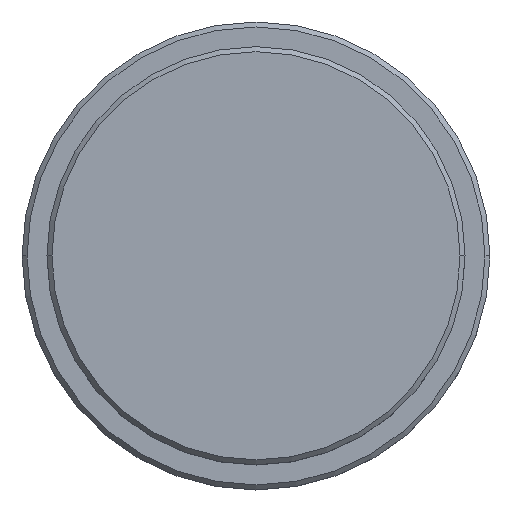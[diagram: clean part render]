
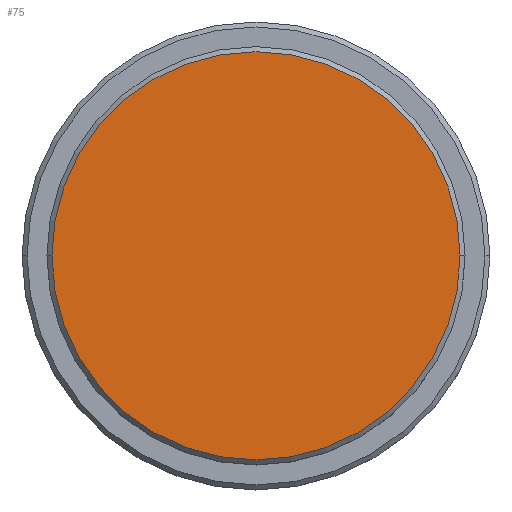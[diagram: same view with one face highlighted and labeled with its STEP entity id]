
A CAD part, top view. The second image highlights one B-rep face of the part: STEP entity #75.
In plain terms, the highlighted planar face has unit normal (0, 0, 1).
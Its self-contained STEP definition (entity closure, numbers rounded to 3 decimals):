
#75 = ADVANCED_FACE ( 'NONE', ( #803 ), #130, .T. ) ;
#117 = CARTESIAN_POINT ( 'NONE',  ( 0., 0., 0. ) ) ;
#125 = ORIENTED_EDGE ( 'NONE', *, *, #381, .T. ) ;
#130 = PLANE ( 'NONE',  #817 ) ;
#212 = AXIS2_PLACEMENT_3D ( 'NONE', #117, #1123, #1128 ) ;
#365 = DIRECTION ( 'NONE',  ( 0., 0., 1. ) ) ;
#381 = EDGE_CURVE ( 'NONE', #782, #1231, #626, .T. ) ;
#442 = DIRECTION ( 'NONE',  ( 0., 0., 1. ) ) ;
#543 = ORIENTED_EDGE ( 'NONE', *, *, #767, .T. ) ;
#566 = DIRECTION ( 'NONE',  ( 1., 0., 0. ) ) ;
#626 = CIRCLE ( 'NONE', #1358, 20.5 ) ;
#627 = CIRCLE ( 'NONE', #212, 20.5 ) ;
#767 = EDGE_CURVE ( 'NONE', #1231, #782, #627, .T. ) ;
#782 = VERTEX_POINT ( 'NONE', #907 ) ;
#803 = FACE_OUTER_BOUND ( 'NONE', #1412, .T. ) ;
#817 = AXIS2_PLACEMENT_3D ( 'NONE', #929, #365, #566 ) ;
#884 = CARTESIAN_POINT ( 'NONE',  ( 20.5, 0., 0. ) ) ;
#907 = CARTESIAN_POINT ( 'NONE',  ( -20.5, 0., 0. ) ) ;
#929 = CARTESIAN_POINT ( 'NONE',  ( 0., 0., 0. ) ) ;
#1123 = DIRECTION ( 'NONE',  ( 0., 0., 1. ) ) ;
#1128 = DIRECTION ( 'NONE',  ( 1., 0., 0. ) ) ;
#1130 = CARTESIAN_POINT ( 'NONE',  ( 0., 0., 0. ) ) ;
#1231 = VERTEX_POINT ( 'NONE', #884 ) ;
#1320 = DIRECTION ( 'NONE',  ( 1., 0., 0. ) ) ;
#1358 = AXIS2_PLACEMENT_3D ( 'NONE', #1130, #442, #1320 ) ;
#1412 = EDGE_LOOP ( 'NONE', ( #125, #543 ) ) ;
